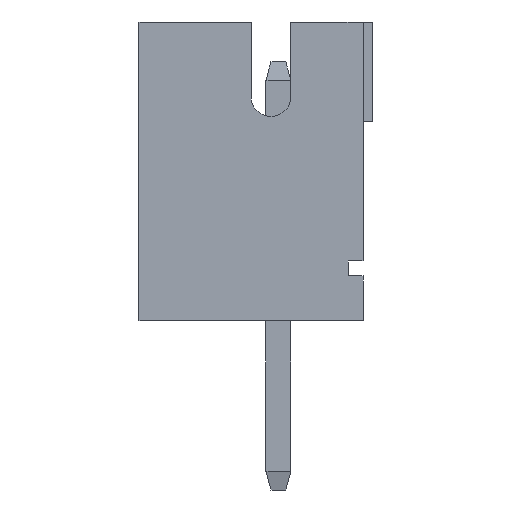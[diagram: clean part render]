
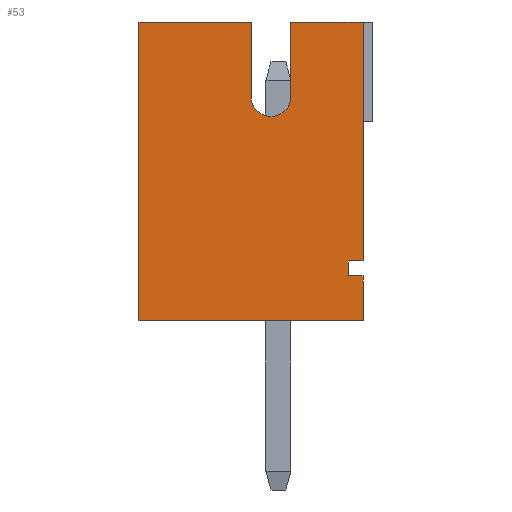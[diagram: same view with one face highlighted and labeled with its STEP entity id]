
A CAD part, left-side view. The second image highlights one B-rep face of the part: STEP entity #53.
In plain terms, the highlighted planar face has unit normal (-1, 0, 0).
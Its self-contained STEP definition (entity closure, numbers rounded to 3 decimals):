
#53=ADVANCED_FACE('',(#1979),#1981,.T.);
#1979=FACE_BOUND('',#1980,.T.);
#1980=EDGE_LOOP('',(#3511,#3512,#3513,#3514,#3515,#3516,#3517,#3518,#3519,#3520,
#3521,#3522));
#1981=PLANE('',#1982);
#1982=AXIS2_PLACEMENT_3D('',#1983,#1984,#1985);
#1983=CARTESIAN_POINT('',(-1.95,0.,0.));
#1984=DIRECTION('',(-1.,0.,0.));
#1985=DIRECTION('',(0.,0.,1.));
#3511=ORIENTED_EDGE('',*,*,#4575,.T.);
#3512=ORIENTED_EDGE('',*,*,#4576,.T.);
#3513=ORIENTED_EDGE('',*,*,#4577,.T.);
#3514=ORIENTED_EDGE('',*,*,#4578,.T.);
#3515=ORIENTED_EDGE('',*,*,#4579,.T.);
#3516=ORIENTED_EDGE('',*,*,#4580,.T.);
#3517=ORIENTED_EDGE('',*,*,#4581,.T.);
#3518=ORIENTED_EDGE('',*,*,#4582,.T.);
#3519=ORIENTED_EDGE('',*,*,#4583,.T.);
#3520=ORIENTED_EDGE('',*,*,#4584,.T.);
#3521=ORIENTED_EDGE('',*,*,#4585,.T.);
#3522=ORIENTED_EDGE('',*,*,#4586,.T.);
#4575=EDGE_CURVE('',#5107,#5108,#5109,.F.);
#4576=EDGE_CURVE('',#5108,#5110,#5111,.T.);
#4577=EDGE_CURVE('',#5110,#5112,#5113,.T.);
#4578=EDGE_CURVE('',#5112,#5114,#5115,.F.);
#4579=EDGE_CURVE('',#5114,#5116,#5117,.F.);
#4580=EDGE_CURVE('',#5116,#5118,#5119,.F.);
#4581=EDGE_CURVE('',#5118,#5120,#5121,.T.);
#4582=EDGE_CURVE('',#5120,#5122,#5123,.T.);
#4583=EDGE_CURVE('',#5122,#5124,#5125,.T.);
#4584=EDGE_CURVE('',#5124,#5126,#5127,.T.);
#4585=EDGE_CURVE('',#5126,#5128,#5129,.F.);
#4586=EDGE_CURVE('',#5128,#5107,#5130,.F.);
#5107=VERTEX_POINT('',#5972);
#5108=VERTEX_POINT('',#5973);
#5109=LINE('',#5974,#5975);
#5110=VERTEX_POINT('',#5977);
#5111=LINE('',#5978,#5979);
#5112=VERTEX_POINT('',#5981);
#5113=LINE('',#5982,#5983);
#5114=VERTEX_POINT('',#5985);
#5115=LINE('',#5986,#5987);
#5116=VERTEX_POINT('',#5989);
#5117=CIRCLE('',#5990,0.4);
#5118=VERTEX_POINT('',#5994);
#5119=LINE('',#5995,#5996);
#5120=VERTEX_POINT('',#5998);
#5121=LINE('',#5999,#6000);
#5122=VERTEX_POINT('',#6002);
#5123=LINE('',#6003,#6004);
#5124=VERTEX_POINT('',#6006);
#5125=LINE('',#6007,#6008);
#5126=VERTEX_POINT('',#6010);
#5127=LINE('',#6011,#6012);
#5128=VERTEX_POINT('',#6014);
#5129=LINE('',#6015,#6016);
#5130=LINE('',#6018,#6019);
#5972=CARTESIAN_POINT('',(-1.95,-1.4,1.2));
#5973=CARTESIAN_POINT('',(-1.95,-1.7,1.2));
#5974=CARTESIAN_POINT('',(-1.95,-1.7,1.2));
#5975=VECTOR('',#5976,1.);
#5976=DIRECTION('',(0.,1.,0.));
#5977=CARTESIAN_POINT('',(-1.95,-1.7,6.));
#5978=CARTESIAN_POINT('',(-1.95,-1.7,1.2));
#5979=VECTOR('',#5980,1.);
#5980=DIRECTION('',(0.,0.,1.));
#5981=CARTESIAN_POINT('',(-1.95,-0.25,6.));
#5982=CARTESIAN_POINT('',(-1.95,-1.7,6.));
#5983=VECTOR('',#5984,1.);
#5984=DIRECTION('',(0.,1.,0.));
#5985=CARTESIAN_POINT('',(-1.95,-0.25,4.5));
#5986=CARTESIAN_POINT('',(-1.95,-0.25,4.5));
#5987=VECTOR('',#5988,1.);
#5988=DIRECTION('',(0.,0.,1.));
#5989=CARTESIAN_POINT('',(-1.95,0.55,4.5));
#5990=AXIS2_PLACEMENT_3D('',#5991,#5992,#5993);
#5991=CARTESIAN_POINT('',(-1.95,0.15,4.5));
#5992=DIRECTION('',(-1.,0.,0.));
#5993=DIRECTION('',(0.,1.,0.));
#5994=CARTESIAN_POINT('',(-1.95,0.55,6.));
#5995=CARTESIAN_POINT('',(-1.95,0.55,6.));
#5996=VECTOR('',#5997,1.);
#5997=DIRECTION('',(0.,0.,-1.));
#5998=CARTESIAN_POINT('',(-1.95,2.8,6.));
#5999=CARTESIAN_POINT('',(-1.95,0.55,6.));
#6000=VECTOR('',#6001,1.);
#6001=DIRECTION('',(0.,1.,0.));
#6002=CARTESIAN_POINT('',(-1.95,2.8,0.));
#6003=CARTESIAN_POINT('',(-1.95,2.8,6.));
#6004=VECTOR('',#6005,1.);
#6005=DIRECTION('',(0.,0.,-1.));
#6006=CARTESIAN_POINT('',(-1.95,-1.7,0.));
#6007=CARTESIAN_POINT('',(-1.95,2.8,0.));
#6008=VECTOR('',#6009,1.);
#6009=DIRECTION('',(0.,-1.,0.));
#6010=CARTESIAN_POINT('',(-1.95,-1.7,0.9));
#6011=CARTESIAN_POINT('',(-1.95,-1.7,0.));
#6012=VECTOR('',#6013,1.);
#6013=DIRECTION('',(0.,0.,1.));
#6014=CARTESIAN_POINT('',(-1.95,-1.4,0.9));
#6015=CARTESIAN_POINT('',(-1.95,-1.4,0.9));
#6016=VECTOR('',#6017,1.);
#6017=DIRECTION('',(0.,-1.,0.));
#6018=CARTESIAN_POINT('',(-1.95,-1.4,1.2));
#6019=VECTOR('',#6020,1.);
#6020=DIRECTION('',(0.,0.,-1.));
